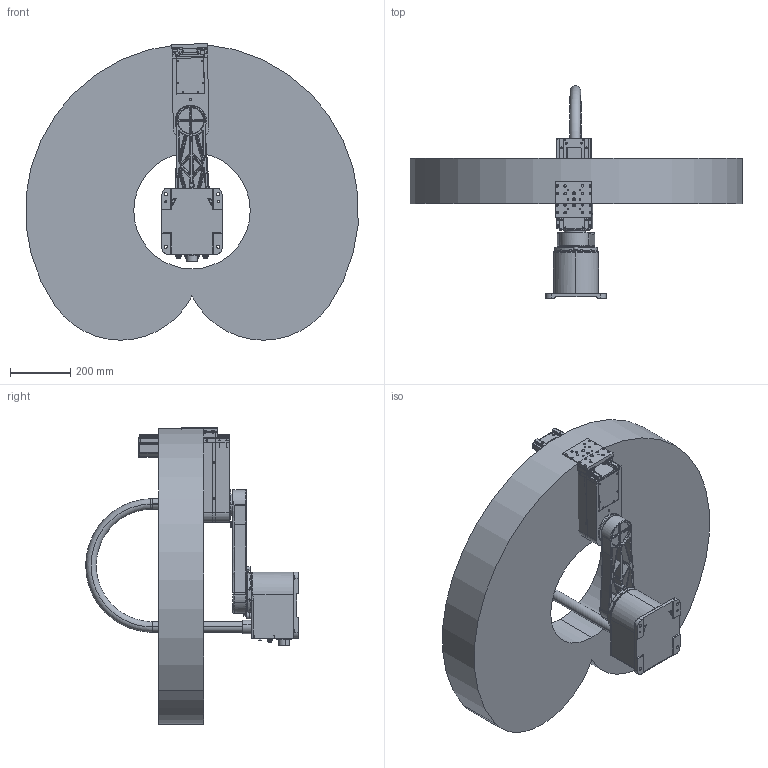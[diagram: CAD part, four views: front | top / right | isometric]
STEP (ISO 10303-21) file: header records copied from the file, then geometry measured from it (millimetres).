
FILE_DESCRIPTION (( 'STEP AP214' ), '1' );
FILE_NAME ('RHS1-8H5515P3-SS3_堍雄毓峓芞.STEP', '2023-10-20T08:59:34', ( 'User' ), ( '' ), 'SwSTEP 2.0', 'SolidWorks 2020', '' );
FILE_SCHEMA (( 'AUTOMOTIVE_DESIGN' ));
Length unit declared in the file: millimetre
Products named in the file (33): RHS1-8H5515P3-HGLN001008-600J1HCD.STEP.STEP.STEP.stp; RHS1-8H5515P3-WS16K-ZM.STEP.STEP.STEP.stp; RHS1-8H5515P3-HGLN001002-600FLP.STEP.STEP.STEP.stp; RHS1-8H5515P3-DB15.STEP.STEP.STEP.stp; RHS1-8H5515P3-EGH15CA-HK.STEP.STEP.STEP.stp; RHS1-8H5515P3-EGH15CA2R300H-SY.STEP.STEP.STEP.stp; RHS1-8H5515P3-HGLN002002-600J2HCD.STEP.STEP.STEP.stp; RHS1-8H5515P3-002003.A.STEP.STEP.STEP.stp; RHS1-8H5515P3-EGH15CA2R300H.STEP.STEP.STEP.stp; RHS1-8H5515P3-BPM6JT.STEP.STEP.STEP.stp; RHS1-8H5515P3-HGLN001001-600.STEP.STEP.STEP.stp; RHS1-8H5515P3-AB.STEP.STEP.STEP.stp; RHS1-8H5515P3-JT-AD34.5-PG29.STEP.STEP.STEP.stp; RHS1-8H5515P3-002007.A.STEP.STEP.STEP.stp; RHS1-8H5515P3-600BWG.-001.1.stp; RHS1-8H5515P3-EG15CA-300MM.STEP.STEP.STEP.stp; RHS1-8H5515P3-002002.A.STEP.STEP.STEP.stp; RHS1-8H5515P3-002011.A.STEP.STEP.STEP.stp; 5515; RHS1-8H5515P3-BPM6.STEP.STEP.STEP.stp; RHS1-8H5515P3-DB.STEP.STEP.STEP.stp; RHS1-8H5515P3-HGLN002001-600J1DB.STEP.STEP.STEP.stp; RHS1-8H5515P3-PG29.STEP.STEP.STEP.stp; RHS1-8H5515P3-002006.A.STEP.STEP.STEP.stp; RHS1-8H5515P3-002001.A.STEP.STEP.STEP.stp; RHS1-8H5515P3-SS3_堍雄毓峓芞; RHS1-8H5515P3-002012.A.STEP.STEP.STEP.stp; RHS1-8H5515P3-SS3.STEP.STEP.STEP.stp; RHS1-8H5515P3-ANKG.STEP.STEP.STEP.stp; RHS1-8H5515P3-DZZ.STEP.STEP.STEP.stp; RHS1-8H5515P3-BWGJT-AD34.5-M32.STEP.STEP.STEP.stp; RHS1-8H5515P3-002013.A.STEP.STEP.STEP.stp; RHS1-8H5515P3-XB.STEP.STEP.STEP.stp
Assembly tree (45 placements, depth 5):
  RHS1-8H5515P3-SS3_堍雄毓峓芞
    RHS1-8H5515P3-SS3.STEP.STEP.STEP.stp
      RHS1-8H5515P3-AB.STEP.STEP.STEP.stp
        RHS1-8H5515P3-DZZ.STEP.STEP.STEP.stp
          RHS1-8H5515P3-BPM6.STEP.STEP.STEP.stp  x2
          RHS1-8H5515P3-HGLN001008-600J1HCD.STEP.STEP.STEP.stp  x2
          RHS1-8H5515P3-HGLN001002-600FLP.STEP.STEP.STEP.stp
          RHS1-8H5515P3-DB15.STEP.STEP.STEP.stp
          RHS1-8H5515P3-HGLN001001-600.STEP.STEP.STEP.stp
          RHS1-8H5515P3-PG29.STEP.STEP.STEP.stp
          RHS1-8H5515P3-BWGJT-AD34.5-M32.STEP.STEP.STEP.stp
        RHS1-8H5515P3-DB.STEP.STEP.STEP.stp
          RHS1-8H5515P3-HGLN002002-600J2HCD.STEP.STEP.STEP.stp  x2
          RHS1-8H5515P3-HGLN002001-600J1DB.STEP.STEP.STEP.stp
        RHS1-8H5515P3-BPM6.STEP.STEP.STEP.stp  x2
        RHS1-8H5515P3-002012.A.STEP.STEP.STEP.stp
      RHS1-8H5515P3-XB.STEP.STEP.STEP.stp
        RHS1-8H5515P3-EGH15CA2R300H-SY.STEP.STEP.STEP.stp
          RHS1-8H5515P3-EGH15CA-HK.STEP.STEP.STEP.stp  x2
          RHS1-8H5515P3-EG15CA-300MM.STEP.STEP.STEP.stp
        RHS1-8H5515P3-EGH15CA2R300H.STEP.STEP.STEP.stp
          RHS1-8H5515P3-EGH15CA-HK.STEP.STEP.STEP.stp  x2
          RHS1-8H5515P3-EG15CA-300MM.STEP.STEP.STEP.stp
        RHS1-8H5515P3-002002.A.STEP.STEP.STEP.stp
        RHS1-8H5515P3-BPM6JT.STEP.STEP.STEP.stp  x4
        RHS1-8H5515P3-002011.A.STEP.STEP.STEP.stp
        RHS1-8H5515P3-002007.A.STEP.STEP.STEP.stp
        RHS1-8H5515P3-JT-AD34.5-PG29.STEP.STEP.STEP.stp
        RHS1-8H5515P3-002006.A.STEP.STEP.STEP.stp
        RHS1-8H5515P3-WS16K-ZM.STEP.STEP.STEP.stp  x2
        RHS1-8H5515P3-002013.A.STEP.STEP.STEP.stp
        RHS1-8H5515P3-ANKG.STEP.STEP.STEP.stp
        RHS1-8H5515P3-002001.A.STEP.STEP.STEP.stp
        RHS1-8H5515P3-002003.A.STEP.STEP.STEP.stp
    RHS1-8H5515P3-600BWG.-001.1.stp
    5515
Bounding box: 1105.78 x 707.41 x 987.05 mm (x, y, z)
Volume: 125363676.7 mm3; surface area: 3585086.8 mm2
Topology: 43 solids, 68 shells, 4553 faces, 12477 edges, 8198 vertices
Faces by surface type: plane 1901, cylinder 1618, cone 528, bspline 470, torus 36
Entity records: 101370 total; most frequent: CARTESIAN_POINT 41389, ORIENTED_EDGE 13338, DIRECTION 10279, EDGE_CURVE 6669, VERTEX_POINT 4457, AXIS2_PLACEMENT_3D 3574, VECTOR 3131, LINE 3131
